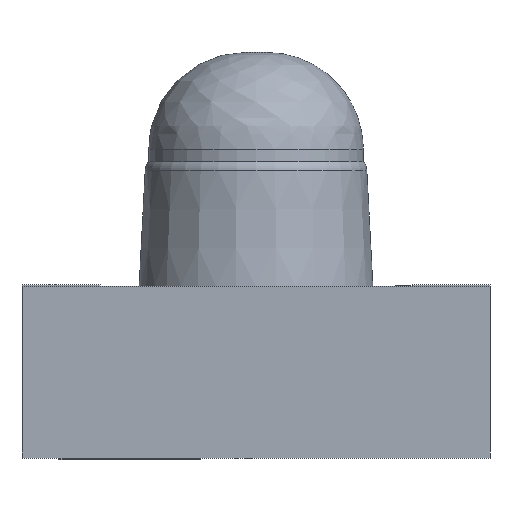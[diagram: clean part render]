
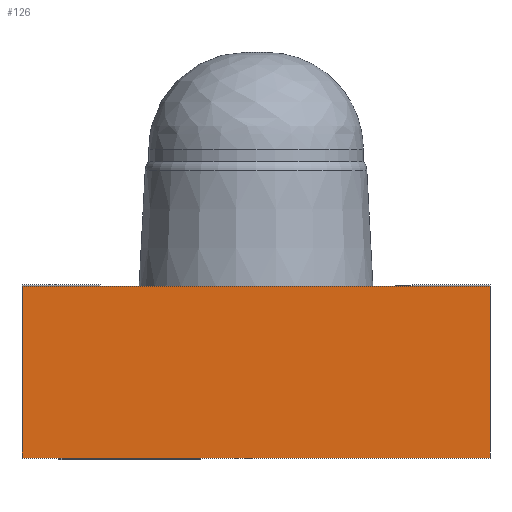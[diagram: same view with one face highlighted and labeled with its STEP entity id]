
A CAD part, front view. The second image highlights one B-rep face of the part: STEP entity #126.
In plain terms, the highlighted planar face has unit normal (0, -1, 0).
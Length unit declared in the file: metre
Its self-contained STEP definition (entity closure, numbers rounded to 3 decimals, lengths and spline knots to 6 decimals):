
#126 = ADVANCED_FACE( '', ( #268 ), #269, .F. );
#268 = FACE_OUTER_BOUND( '', #435, .T. );
#269 = PLANE( '', #436 );
#435 = EDGE_LOOP( '', ( #669, #670, #671, #672 ) );
#436 = AXIS2_PLACEMENT_3D( '', #673, #674, #675 );
#669 = ORIENTED_EDGE( '', *, *, #937, .T. );
#670 = ORIENTED_EDGE( '', *, *, #938, .F. );
#671 = ORIENTED_EDGE( '', *, *, #939, .F. );
#672 = ORIENTED_EDGE( '', *, *, #911, .T. );
#673 = CARTESIAN_POINT( '', ( 0.030328, -0.0008, -0.0011 ) );
#674 = DIRECTION( '', ( 0., 1., 0. ) );
#675 = DIRECTION( '', ( -1., 0., 0. ) );
#911 = EDGE_CURVE( '', #1058, #1055, #1059, .T. );
#937 = EDGE_CURVE( '', #1055, #1100, #1101, .T. );
#938 = EDGE_CURVE( '', #1102, #1100, #1103, .T. );
#939 = EDGE_CURVE( '', #1058, #1102, #1104, .T. );
#1055 = VERTEX_POINT( '', #1252 );
#1058 = VERTEX_POINT( '', #1256 );
#1059 = LINE( '', #1257, #1258 );
#1100 = VERTEX_POINT( '', #1318 );
#1101 = LINE( '', #1319, #1320 );
#1102 = VERTEX_POINT( '', #1321 );
#1103 = LINE( '', #1322, #1323 );
#1104 = LINE( '', #1324, #1325 );
#1252 = CARTESIAN_POINT( '', ( 0.0015, -0.0008, 0. ) );
#1256 = CARTESIAN_POINT( '', ( 0.0015, -0.0008, -0.0011 ) );
#1257 = CARTESIAN_POINT( '', ( 0.0015, -0.0008, -0.0011 ) );
#1258 = VECTOR( '', #1444, 1. );
#1318 = CARTESIAN_POINT( '', ( -0.0015, -0.0008, 0. ) );
#1319 = CARTESIAN_POINT( '', ( 0.030328, -0.0008, 0. ) );
#1320 = VECTOR( '', #1464, 1. );
#1321 = CARTESIAN_POINT( '', ( -0.0015, -0.0008, -0.0011 ) );
#1322 = CARTESIAN_POINT( '', ( -0.0015, -0.0008, -0.0011 ) );
#1323 = VECTOR( '', #1465, 1. );
#1324 = CARTESIAN_POINT( '', ( 0.030328, -0.0008, -0.0011 ) );
#1325 = VECTOR( '', #1466, 1. );
#1444 = DIRECTION( '', ( 0., 0., 1. ) );
#1464 = DIRECTION( '', ( -1., 0., 0. ) );
#1465 = DIRECTION( '', ( 0., 0., 1. ) );
#1466 = DIRECTION( '', ( -1., 0., 0. ) );
